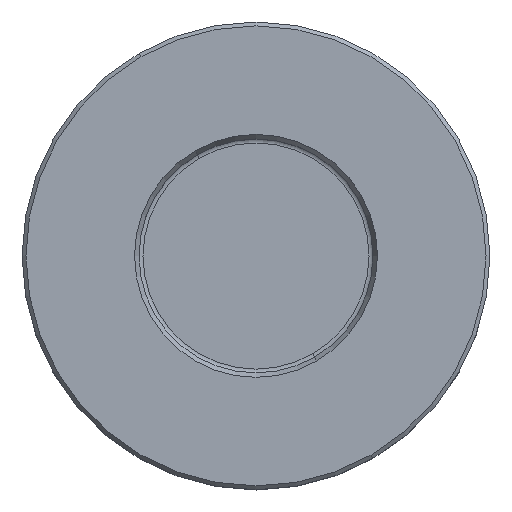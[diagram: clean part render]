
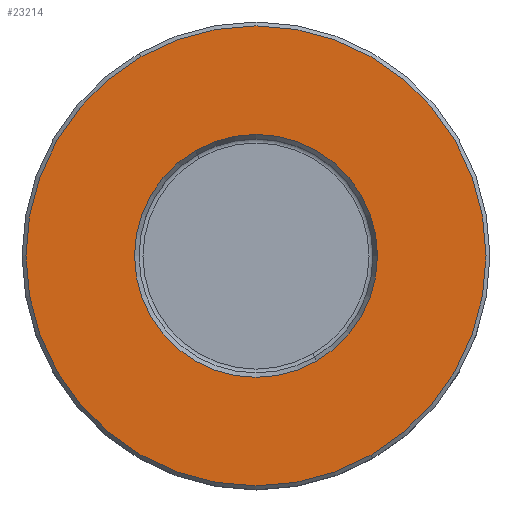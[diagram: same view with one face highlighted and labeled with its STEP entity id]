
A CAD part, top view. The second image highlights one B-rep face of the part: STEP entity #23214.
In plain terms, the highlighted planar face has unit normal (0, 0, 1).
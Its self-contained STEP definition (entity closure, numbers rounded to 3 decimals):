
#11958=CARTESIAN_POINT('',(0.,0.,51.));
#11959=DIRECTION('',(0.,0.,1.));
#11960=DIRECTION('',(-0.5,0.866,0.));
#11961=AXIS2_PLACEMENT_3D('',#11958,#11959,#11960);
#11980=CARTESIAN_POINT('',(0.,0.,51.));
#11981=DIRECTION('',(0.,0.,-1.));
#11982=DIRECTION('',(-0.5,0.866,0.));
#11983=AXIS2_PLACEMENT_3D('',#11980,#11981,#11982);
#11988=CARTESIAN_POINT('',(0.,0.,51.));
#11989=DIRECTION('',(0.,0.,1.));
#11990=DIRECTION('',(-0.5,0.866,0.));
#11991=AXIS2_PLACEMENT_3D('',#11988,#11989,#11990);
#11996=CARTESIAN_POINT('',(0.,0.,51.));
#11997=DIRECTION('',(0.,0.,-1.));
#11998=DIRECTION('',(-0.5,0.866,0.));
#11999=AXIS2_PLACEMENT_3D('',#11996,#11997,#11998);
#13590=CARTESIAN_POINT('',(-7.789,13.49,51.));
#13591=VERTEX_POINT('',#13590);
#13592=CARTESIAN_POINT('',(-14.75,25.548,51.));
#13594=VERTEX_POINT('',#13592);
#13656=CARTESIAN_POINT('',(7.789,-13.49,51.));
#13657=VERTEX_POINT('',#13656);
#13658=CARTESIAN_POINT('',(14.75,-25.548,51.));
#13660=VERTEX_POINT('',#13658);
#23199=CARTESIAN_POINT('',(0.,0.,51.));
#23200=DIRECTION('',(0.,0.,1.));
#23201=DIRECTION('',(0.5,-0.866,0.));
#23202=AXIS2_PLACEMENT_3D('',#23199,#23200,#23201);
#23203=PLANE('',#23202);
#23204=ORIENTED_EDGE('',*,*,#23194,.T.);
#23205=ORIENTED_EDGE('',*,*,#23178,.F.);
#23206=EDGE_LOOP('',(#23204,#23205));
#23207=FACE_OUTER_BOUND('',#23206,.F.);
#23209=ORIENTED_EDGE('',*,*,#23208,.T.);
#23211=ORIENTED_EDGE('',*,*,#23210,.F.);
#23212=EDGE_LOOP('',(#23209,#23211));
#23213=FACE_BOUND('',#23212,.F.);
#23214=ADVANCED_FACE('',(#23207,#23213),#23203,.T.);
#11962=CIRCLE('',#11961,29.5);
#11984=CIRCLE('',#11983,29.5);
#11992=CIRCLE('',#11991,15.577);
#12000=CIRCLE('',#11999,15.577);
#23178=EDGE_CURVE('',#13594,#13660,#11962,.T.);
#23194=EDGE_CURVE('',#13594,#13660,#11984,.T.);
#23208=EDGE_CURVE('',#13591,#13657,#11992,.T.);
#23210=EDGE_CURVE('',#13591,#13657,#12000,.T.);
